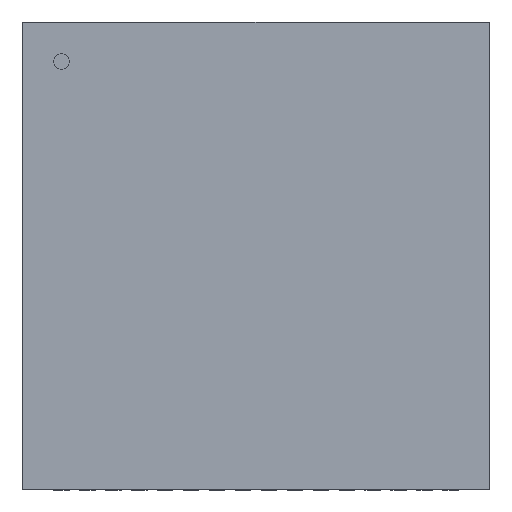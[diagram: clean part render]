
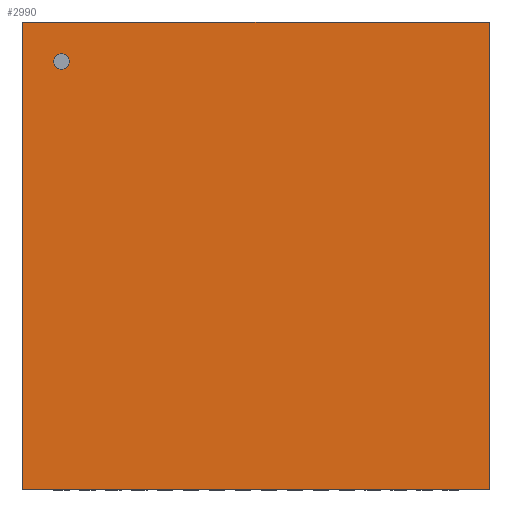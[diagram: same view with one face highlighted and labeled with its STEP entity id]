
A CAD part, top view. The second image highlights one B-rep face of the part: STEP entity #2990.
In plain terms, the highlighted planar face has unit normal (0, 0, 1).
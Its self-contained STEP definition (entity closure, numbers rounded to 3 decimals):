
#165 = DIRECTION ( 'NONE',  ( 0., 0., -1. ) ) ;
#333 = DIRECTION ( 'NONE',  ( 0., 1., 0. ) ) ;
#646 = CARTESIAN_POINT ( 'NONE',  ( -3.9, 3.75, 0.8 ) ) ;
#967 = CARTESIAN_POINT ( 'NONE',  ( 0., -4.5, 0.8 ) ) ;
#1254 = ORIENTED_EDGE ( 'NONE', *, *, #15912, .T. ) ;
#1800 = AXIS2_PLACEMENT_3D ( 'NONE', #9827, #165, #11429 ) ;
#1828 = ORIENTED_EDGE ( 'NONE', *, *, #13034, .T. ) ;
#2990 = ADVANCED_FACE ( 'NONE', ( #20167, #7842 ), #3886, .T. ) ;
#3514 = EDGE_CURVE ( 'NONE', #10823, #15169, #11992, .T. ) ;
#3553 = CARTESIAN_POINT ( 'NONE',  ( 4.5, -4.5, 0.8 ) ) ;
#3870 = EDGE_LOOP ( 'NONE', ( #17568, #6702 ) ) ;
#3886 = PLANE ( 'NONE',  #5863 ) ;
#4431 = CARTESIAN_POINT ( 'NONE',  ( -3.75, 3.75, 0.8 ) ) ;
#4880 = LINE ( 'NONE', #10675, #16712 ) ;
#5044 = CARTESIAN_POINT ( 'NONE',  ( -3.6, 3.75, 0.8 ) ) ;
#5795 = VERTEX_POINT ( 'NONE', #15140 ) ;
#5863 = AXIS2_PLACEMENT_3D ( 'NONE', #7189, #18448, #8812 ) ;
#6053 = DIRECTION ( 'NONE',  ( 1., 0., 0. ) ) ;
#6351 = EDGE_CURVE ( 'NONE', #5795, #11419, #10796, .T. ) ;
#6524 = VECTOR ( 'NONE', #13506, 1000. ) ;
#6692 = EDGE_CURVE ( 'NONE', #15169, #10823, #18305, .T. ) ;
#6702 = ORIENTED_EDGE ( 'NONE', *, *, #3514, .T. ) ;
#7189 = CARTESIAN_POINT ( 'NONE',  ( 0., 0., 0.8 ) ) ;
#7695 = LINE ( 'NONE', #967, #16262 ) ;
#7842 = FACE_OUTER_BOUND ( 'NONE', #10395, .T. ) ;
#8134 = EDGE_CURVE ( 'NONE', #12598, #8180, #10369, .T. ) ;
#8180 = VERTEX_POINT ( 'NONE', #10205 ) ;
#8812 = DIRECTION ( 'NONE',  ( 1., 0., 0. ) ) ;
#9827 = CARTESIAN_POINT ( 'NONE',  ( -3.75, 3.75, 0.8 ) ) ;
#9848 = VECTOR ( 'NONE', #333, 1000. ) ;
#10205 = CARTESIAN_POINT ( 'NONE',  ( 4.5, 4.5, 0.8 ) ) ;
#10369 = LINE ( 'NONE', #13226, #9848 ) ;
#10395 = EDGE_LOOP ( 'NONE', ( #15440, #1254, #14845, #1828 ) ) ;
#10675 = CARTESIAN_POINT ( 'NONE',  ( 0., 4.5, 0.8 ) ) ;
#10796 = LINE ( 'NONE', #19810, #6524 ) ;
#10823 = VERTEX_POINT ( 'NONE', #646 ) ;
#11419 = VERTEX_POINT ( 'NONE', #13388 ) ;
#11429 = DIRECTION ( 'NONE',  ( 1., 0., 0. ) ) ;
#11992 = CIRCLE ( 'NONE', #16110, 0.15 ) ;
#12598 = VERTEX_POINT ( 'NONE', #3553 ) ;
#13034 = EDGE_CURVE ( 'NONE', #8180, #5795, #4880, .T. ) ;
#13226 = CARTESIAN_POINT ( 'NONE',  ( 4.5, 0., 0.8 ) ) ;
#13388 = CARTESIAN_POINT ( 'NONE',  ( -4.5, -4.5, 0.8 ) ) ;
#13506 = DIRECTION ( 'NONE',  ( 0., -1., 0. ) ) ;
#13871 = DIRECTION ( 'NONE',  ( 1., 0., 0. ) ) ;
#14845 = ORIENTED_EDGE ( 'NONE', *, *, #8134, .T. ) ;
#15140 = CARTESIAN_POINT ( 'NONE',  ( -4.5, 4.5, 0.8 ) ) ;
#15169 = VERTEX_POINT ( 'NONE', #5044 ) ;
#15440 = ORIENTED_EDGE ( 'NONE', *, *, #6351, .T. ) ;
#15684 = DIRECTION ( 'NONE',  ( 0., 0., -1. ) ) ;
#15912 = EDGE_CURVE ( 'NONE', #11419, #12598, #7695, .T. ) ;
#16110 = AXIS2_PLACEMENT_3D ( 'NONE', #4431, #15684, #6053 ) ;
#16262 = VECTOR ( 'NONE', #13871, 1000. ) ;
#16712 = VECTOR ( 'NONE', #20284, 1000. ) ;
#17568 = ORIENTED_EDGE ( 'NONE', *, *, #6692, .T. ) ;
#18305 = CIRCLE ( 'NONE', #1800, 0.15 ) ;
#18448 = DIRECTION ( 'NONE',  ( 0., 0., 1. ) ) ;
#19810 = CARTESIAN_POINT ( 'NONE',  ( -4.5, 0., 0.8 ) ) ;
#20167 = FACE_BOUND ( 'NONE', #3870, .T. ) ;
#20284 = DIRECTION ( 'NONE',  ( -1., 0., 0. ) ) ;
